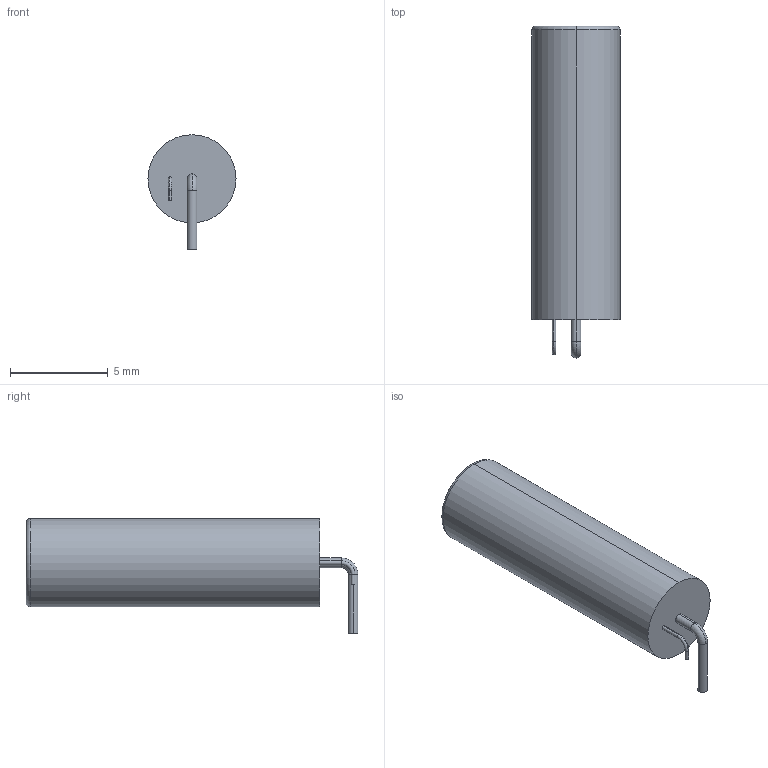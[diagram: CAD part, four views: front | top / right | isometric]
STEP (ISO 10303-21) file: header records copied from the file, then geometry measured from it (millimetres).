
FILE_DESCRIPTION (( 'STEP AP214' ), '1' );
FILE_NAME ('SW-18010P.STEP', '2021-11-04T13:16:37', ( '' ), ( '' ), 'SwSTEP 2.0', 'SolidWorks 2020', '' );
FILE_SCHEMA (( 'AUTOMOTIVE_DESIGN' ));
Length unit declared in the file: millimetre
Products named in the file (1): SW-18010P
Bounding box: 4.5 x 16.95 x 5.85 mm (x, y, z)
Volume: 239.5 mm3; surface area: 252.2 mm2
Topology: 1 solids, 1 shells, 20 faces, 40 edges, 24 vertices
Faces by surface type: cylinder 10, torus 6, plane 4
Entity records: 707 total; most frequent: DIRECTION 112, CARTESIAN_POINT 85, ORIENTED_EDGE 80, AXIS2_PLACEMENT_3D 51, EDGE_CURVE 40, CIRCLE 30, VERTEX_POINT 24, EDGE_LOOP 22
